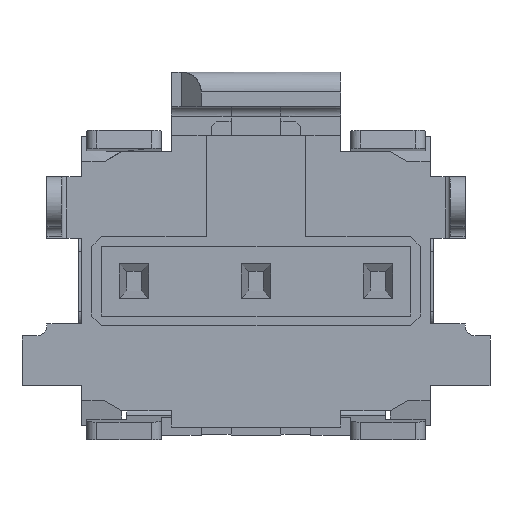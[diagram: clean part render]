
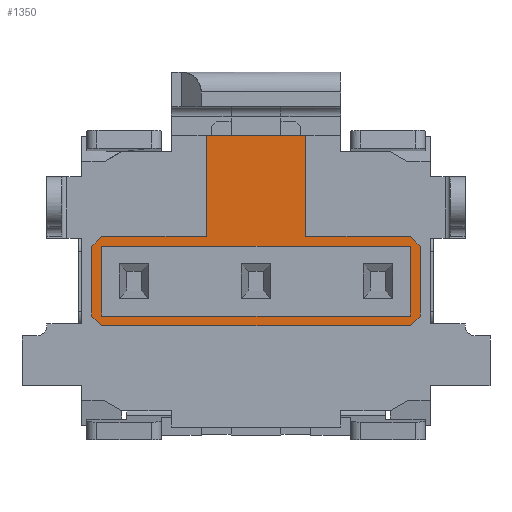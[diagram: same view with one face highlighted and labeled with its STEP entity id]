
A CAD part, front view. The second image highlights one B-rep face of the part: STEP entity #1350.
In plain terms, the highlighted planar face has unit normal (0, 1, 0).
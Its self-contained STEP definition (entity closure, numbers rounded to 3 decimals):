
#473 = EDGE_LOOP ( 'NONE', ( #9942, #9944, #9943, #9945 ) ) ;
#582 = EDGE_LOOP ( 'NONE', ( #9930, #9932, #9931, #9933, #9934, #9935, #9936, #9937, #9938, #9939, #9940, #9941 ) ) ;
#1189 = AXIS2_PLACEMENT_3D ( 'NONE', #3080, #3079, #3078 ) ;
#1272 = EDGE_CURVE ( 'NONE', #7581, #7615, #7660, .T. ) ;
#1350 = ADVANCED_FACE ( 'NONE', ( #7291, #7283 ), #3081, .F. ) ;
#1414 = LINE ( 'NONE', #8723, #9188 ) ;
#1450 = LINE ( 'NONE', #8737, #9195 ) ;
#1463 = LINE ( 'NONE', #8731, #9192 ) ;
#1517 = LINE ( 'NONE', #8721, #9187 ) ;
#1524 = LINE ( 'NONE', #8733, #9193 ) ;
#1554 = LINE ( 'NONE', #8719, #9186 ) ;
#1561 = LINE ( 'NONE', #8735, #9194 ) ;
#1563 = LINE ( 'NONE', #8727, #9190 ) ;
#1569 = LINE ( 'NONE', #8729, #9191 ) ;
#1583 = LINE ( 'NONE', #8713, #9183 ) ;
#1592 = LINE ( 'NONE', #8739, #9196 ) ;
#1596 = LINE ( 'NONE', #8715, #9184 ) ;
#1602 = LINE ( 'NONE', #8717, #9185 ) ;
#1606 = LINE ( 'NONE', #8725, #9189 ) ;
#1615 = LINE ( 'NONE', #8741, #9197 ) ;
#3078 = DIRECTION ( 'NONE',  ( 0., 0., -1. ) ) ;
#3079 = DIRECTION ( 'NONE',  ( 0., -1., 0. ) ) ;
#3080 = CARTESIAN_POINT ( 'NONE',  ( -1.65, 0.03, -0.45 ) ) ;
#3081 = PLANE ( 'NONE',  #1189 ) ;
#3395 = DIRECTION ( 'NONE',  ( -1., 0., 0. ) ) ;
#3396 = CARTESIAN_POINT ( 'NONE',  ( -0.85, 0.03, 1.465 ) ) ;
#7158 = CARTESIAN_POINT ( 'NONE',  ( 1.65, 0.03, 0.35 ) ) ;
#7159 = CARTESIAN_POINT ( 'NONE',  ( 1.55, 0.03, 0.45 ) ) ;
#7162 = CARTESIAN_POINT ( 'NONE',  ( 0.5, 0.03, 1.465 ) ) ;
#7283 = FACE_BOUND ( 'NONE', #473, .T. ) ;
#7291 = FACE_OUTER_BOUND ( 'NONE', #582, .T. ) ;
#7420 = VERTEX_POINT ( 'NONE', #10466 ) ;
#7425 = VERTEX_POINT ( 'NONE', #10465 ) ;
#7427 = VERTEX_POINT ( 'NONE', #10464 ) ;
#7533 = VERTEX_POINT ( 'NONE', #10669 ) ;
#7534 = VERTEX_POINT ( 'NONE', #10611 ) ;
#7538 = VERTEX_POINT ( 'NONE', #10697 ) ;
#7541 = VERTEX_POINT ( 'NONE', #10680 ) ;
#7544 = VERTEX_POINT ( 'NONE', #10622 ) ;
#7549 = VERTEX_POINT ( 'NONE', #10657 ) ;
#7552 = VERTEX_POINT ( 'NONE', #10597 ) ;
#7555 = VERTEX_POINT ( 'NONE', #10483 ) ;
#7558 = VERTEX_POINT ( 'NONE', #10646 ) ;
#7562 = VERTEX_POINT ( 'NONE', #7158 ) ;
#7565 = VERTEX_POINT ( 'NONE', #7159 ) ;
#7581 = VERTEX_POINT ( 'NONE', #7162 ) ;
#7615 = VERTEX_POINT ( 'NONE', #8147 ) ;
#7660 = LINE ( 'NONE', #3396, #9404 ) ;
#8147 = CARTESIAN_POINT ( 'NONE',  ( -0.5, 0.03, 1.465 ) ) ;
#8713 = CARTESIAN_POINT ( 'NONE',  ( 1.65, 0.03, 0.35 ) ) ;
#8714 = DIRECTION ( 'NONE',  ( -0.707, 0., 0.707 ) ) ;
#8715 = CARTESIAN_POINT ( 'NONE',  ( -1.65, 0.03, 0.45 ) ) ;
#8716 = DIRECTION ( 'NONE',  ( -1., 0., 0. ) ) ;
#8717 = CARTESIAN_POINT ( 'NONE',  ( 1.65, 0.03, -0.45 ) ) ;
#8718 = DIRECTION ( 'NONE',  ( 0., 0., 1. ) ) ;
#8719 = CARTESIAN_POINT ( 'NONE',  ( 1.55, 0.03, -0.45 ) ) ;
#8720 = DIRECTION ( 'NONE',  ( 0.707, 0., 0.707 ) ) ;
#8721 = CARTESIAN_POINT ( 'NONE',  ( -1.65, 0.03, -0.45 ) ) ;
#8722 = DIRECTION ( 'NONE',  ( 1., 0., 0. ) ) ;
#8723 = CARTESIAN_POINT ( 'NONE',  ( -1.65, 0.03, -0.35 ) ) ;
#8724 = DIRECTION ( 'NONE',  ( 0.707, 0., -0.707 ) ) ;
#8725 = CARTESIAN_POINT ( 'NONE',  ( -1.65, 0.03, -0.45 ) ) ;
#8726 = DIRECTION ( 'NONE',  ( 0., 0., -1. ) ) ;
#8727 = CARTESIAN_POINT ( 'NONE',  ( -1.55, 0.03, 0.45 ) ) ;
#8728 = DIRECTION ( 'NONE',  ( -0.707, 0., -0.707 ) ) ;
#8729 = CARTESIAN_POINT ( 'NONE',  ( -1.65, 0.03, 0.45 ) ) ;
#8730 = DIRECTION ( 'NONE',  ( -1., 0., 0. ) ) ;
#8731 = CARTESIAN_POINT ( 'NONE',  ( -0.5, 0.03, -0.45 ) ) ;
#8732 = DIRECTION ( 'NONE',  ( 0., 0., -1. ) ) ;
#8733 = CARTESIAN_POINT ( 'NONE',  ( 0.5, 0.03, -0.45 ) ) ;
#8734 = DIRECTION ( 'NONE',  ( 0., 0., 1. ) ) ;
#8735 = CARTESIAN_POINT ( 'NONE',  ( 1.55, 0.03, -0.45 ) ) ;
#8736 = DIRECTION ( 'NONE',  ( 0., 0., -1. ) ) ;
#8737 = CARTESIAN_POINT ( 'NONE',  ( -1.65, 0.03, 0.35 ) ) ;
#8738 = DIRECTION ( 'NONE',  ( 1., 0., 0. ) ) ;
#8739 = CARTESIAN_POINT ( 'NONE',  ( -1.55, 0.03, -0.45 ) ) ;
#8740 = DIRECTION ( 'NONE',  ( 0., 0., 1. ) ) ;
#8741 = CARTESIAN_POINT ( 'NONE',  ( -1.65, 0.03, -0.35 ) ) ;
#8742 = DIRECTION ( 'NONE',  ( -1., 0., 0. ) ) ;
#9183 = VECTOR ( 'NONE', #8714, 1000. ) ;
#9184 = VECTOR ( 'NONE', #8716, 1000. ) ;
#9185 = VECTOR ( 'NONE', #8718, 1000. ) ;
#9186 = VECTOR ( 'NONE', #8720, 1000. ) ;
#9187 = VECTOR ( 'NONE', #8722, 1000. ) ;
#9188 = VECTOR ( 'NONE', #8724, 1000. ) ;
#9189 = VECTOR ( 'NONE', #8726, 1000. ) ;
#9190 = VECTOR ( 'NONE', #8728, 1000. ) ;
#9191 = VECTOR ( 'NONE', #8730, 1000. ) ;
#9192 = VECTOR ( 'NONE', #8732, 1000. ) ;
#9193 = VECTOR ( 'NONE', #8734, 1000. ) ;
#9194 = VECTOR ( 'NONE', #8736, 1000. ) ;
#9195 = VECTOR ( 'NONE', #8738, 1000. ) ;
#9196 = VECTOR ( 'NONE', #8740, 1000. ) ;
#9197 = VECTOR ( 'NONE', #8742, 1000. ) ;
#9404 = VECTOR ( 'NONE', #3395, 1000. ) ;
#9930 = ORIENTED_EDGE ( 'NONE', *, *, #10268, .F. ) ;
#9931 = ORIENTED_EDGE ( 'NONE', *, *, #10269, .F. ) ;
#9932 = ORIENTED_EDGE ( 'NONE', *, *, #10267, .F. ) ;
#9933 = ORIENTED_EDGE ( 'NONE', *, *, #10270, .F. ) ;
#9934 = ORIENTED_EDGE ( 'NONE', *, *, #10271, .F. ) ;
#9935 = ORIENTED_EDGE ( 'NONE', *, *, #10272, .F. ) ;
#9936 = ORIENTED_EDGE ( 'NONE', *, *, #10273, .F. ) ;
#9937 = ORIENTED_EDGE ( 'NONE', *, *, #10274, .F. ) ;
#9938 = ORIENTED_EDGE ( 'NONE', *, *, #10275, .F. ) ;
#9939 = ORIENTED_EDGE ( 'NONE', *, *, #10276, .F. ) ;
#9940 = ORIENTED_EDGE ( 'NONE', *, *, #1272, .F. ) ;
#9941 = ORIENTED_EDGE ( 'NONE', *, *, #10277, .F. ) ;
#9942 = ORIENTED_EDGE ( 'NONE', *, *, #10278, .F. ) ;
#9943 = ORIENTED_EDGE ( 'NONE', *, *, #10280, .F. ) ;
#9944 = ORIENTED_EDGE ( 'NONE', *, *, #10279, .F. ) ;
#9945 = ORIENTED_EDGE ( 'NONE', *, *, #10281, .F. ) ;
#10267 = EDGE_CURVE ( 'NONE', #7562, #7565, #1583, .T. ) ;
#10268 = EDGE_CURVE ( 'NONE', #7565, #7555, #1596, .T. ) ;
#10269 = EDGE_CURVE ( 'NONE', #7558, #7562, #1602, .T. ) ;
#10270 = EDGE_CURVE ( 'NONE', #7549, #7558, #1554, .T. ) ;
#10271 = EDGE_CURVE ( 'NONE', #7552, #7549, #1517, .T. ) ;
#10272 = EDGE_CURVE ( 'NONE', #7541, #7552, #1414, .T. ) ;
#10273 = EDGE_CURVE ( 'NONE', #7544, #7541, #1606, .T. ) ;
#10274 = EDGE_CURVE ( 'NONE', #7534, #7544, #1563, .T. ) ;
#10275 = EDGE_CURVE ( 'NONE', #7538, #7534, #1569, .T. ) ;
#10276 = EDGE_CURVE ( 'NONE', #7615, #7538, #1463, .T. ) ;
#10277 = EDGE_CURVE ( 'NONE', #7555, #7581, #1524, .T. ) ;
#10278 = EDGE_CURVE ( 'NONE', #7420, #7427, #1561, .T. ) ;
#10279 = EDGE_CURVE ( 'NONE', #7533, #7420, #1450, .T. ) ;
#10280 = EDGE_CURVE ( 'NONE', #7425, #7533, #1592, .T. ) ;
#10281 = EDGE_CURVE ( 'NONE', #7427, #7425, #1615, .T. ) ;
#10464 = CARTESIAN_POINT ( 'NONE',  ( 1.55, 0.03, -0.35 ) ) ;
#10465 = CARTESIAN_POINT ( 'NONE',  ( -1.55, 0.03, -0.35 ) ) ;
#10466 = CARTESIAN_POINT ( 'NONE',  ( 1.55, 0.03, 0.35 ) ) ;
#10483 = CARTESIAN_POINT ( 'NONE',  ( 0.5, 0.03, 0.45 ) ) ;
#10597 = CARTESIAN_POINT ( 'NONE',  ( -1.55, 0.03, -0.45 ) ) ;
#10611 = CARTESIAN_POINT ( 'NONE',  ( -1.55, 0.03, 0.45 ) ) ;
#10622 = CARTESIAN_POINT ( 'NONE',  ( -1.65, 0.03, 0.35 ) ) ;
#10646 = CARTESIAN_POINT ( 'NONE',  ( 1.65, 0.03, -0.35 ) ) ;
#10657 = CARTESIAN_POINT ( 'NONE',  ( 1.55, 0.03, -0.45 ) ) ;
#10669 = CARTESIAN_POINT ( 'NONE',  ( -1.55, 0.03, 0.35 ) ) ;
#10680 = CARTESIAN_POINT ( 'NONE',  ( -1.65, 0.03, -0.35 ) ) ;
#10697 = CARTESIAN_POINT ( 'NONE',  ( -0.5, 0.03, 0.45 ) ) ;
